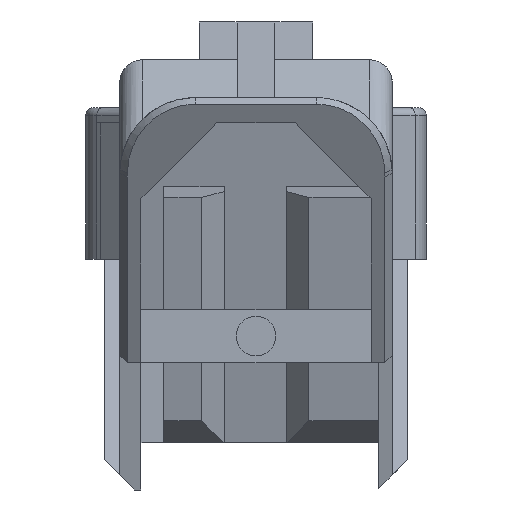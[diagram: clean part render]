
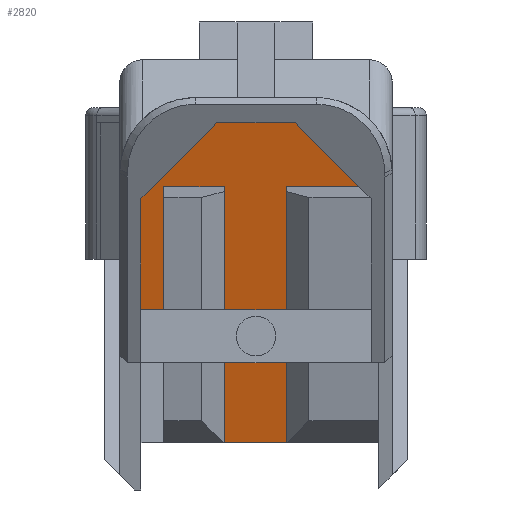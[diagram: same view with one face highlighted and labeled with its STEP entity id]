
A CAD part, front view. The second image highlights one B-rep face of the part: STEP entity #2820.
In plain terms, the highlighted planar face has unit normal (0, -0.966, -0.259).
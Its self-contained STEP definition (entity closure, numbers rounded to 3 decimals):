
#129=FACE_OUTER_BOUND('',#283,.T.);
#283=EDGE_LOOP('',(#1910,#1911,#1912,#1913,#1914,#1915,#1916,#1917,#1918,
#1919));
#441=LINE('',#3925,#802);
#454=LINE('',#3950,#815);
#465=LINE('',#3972,#826);
#473=LINE('',#3988,#834);
#474=LINE('',#3991,#835);
#475=LINE('',#3993,#836);
#476=LINE('',#3995,#837);
#477=LINE('',#3997,#838);
#478=LINE('',#3999,#839);
#479=LINE('',#4000,#840);
#802=VECTOR('',#3181,10.);
#815=VECTOR('',#3196,10.);
#826=VECTOR('',#3215,10.);
#834=VECTOR('',#3231,10.);
#835=VECTOR('',#3234,10.);
#836=VECTOR('',#3235,10.);
#837=VECTOR('',#3236,10.);
#838=VECTOR('',#3237,10.);
#839=VECTOR('',#3238,10.);
#840=VECTOR('',#3239,10.);
#1161=VERTEX_POINT('',#3922);
#1162=VERTEX_POINT('',#3924);
#1173=VERTEX_POINT('',#3948);
#1180=VERTEX_POINT('',#3970);
#1184=VERTEX_POINT('',#3986);
#1185=VERTEX_POINT('',#3990);
#1186=VERTEX_POINT('',#3992);
#1187=VERTEX_POINT('',#3994);
#1188=VERTEX_POINT('',#3996);
#1189=VERTEX_POINT('',#3998);
#1435=EDGE_CURVE('',#1162,#1161,#441,.T.);
#1448=EDGE_CURVE('',#1173,#1161,#454,.T.);
#1459=EDGE_CURVE('',#1173,#1180,#465,.T.);
#1467=EDGE_CURVE('',#1180,#1184,#473,.T.);
#1468=EDGE_CURVE('',#1184,#1185,#474,.T.);
#1469=EDGE_CURVE('',#1186,#1185,#475,.T.);
#1470=EDGE_CURVE('',#1186,#1187,#476,.T.);
#1471=EDGE_CURVE('',#1187,#1188,#477,.T.);
#1472=EDGE_CURVE('',#1188,#1189,#478,.T.);
#1473=EDGE_CURVE('',#1189,#1162,#479,.T.);
#1910=ORIENTED_EDGE('',*,*,#1459,.T.);
#1911=ORIENTED_EDGE('',*,*,#1467,.T.);
#1912=ORIENTED_EDGE('',*,*,#1468,.T.);
#1913=ORIENTED_EDGE('',*,*,#1469,.F.);
#1914=ORIENTED_EDGE('',*,*,#1470,.T.);
#1915=ORIENTED_EDGE('',*,*,#1471,.T.);
#1916=ORIENTED_EDGE('',*,*,#1472,.T.);
#1917=ORIENTED_EDGE('',*,*,#1473,.T.);
#1918=ORIENTED_EDGE('',*,*,#1435,.T.);
#1919=ORIENTED_EDGE('',*,*,#1448,.F.);
#2701=PLANE('',#2988);
#2820=ADVANCED_FACE('',(#129),#2701,.F.);
#2988=AXIS2_PLACEMENT_3D('',#3989,#3232,#3233);
#3181=DIRECTION('',(0.,0.259,-0.966));
#3196=DIRECTION('',(-1.,0.,0.));
#3215=DIRECTION('',(0.,-0.259,0.966));
#3231=DIRECTION('',(1.,0.,0.));
#3232=DIRECTION('center_axis',(0.,0.966,0.259));
#3233=DIRECTION('ref_axis',(0.,-0.259,0.966));
#3234=DIRECTION('',(0.,-0.259,0.966));
#3235=DIRECTION('',(1.,0.,0.));
#3236=DIRECTION('',(0.,0.259,-0.966));
#3237=DIRECTION('',(1.,0.,0.));
#3238=DIRECTION('',(0.,-0.259,0.966));
#3239=DIRECTION('',(1.,0.,0.));
#3922=CARTESIAN_POINT('',(-4.2,60.71,129.406));
#3924=CARTESIAN_POINT('',(-4.2,51.652,163.213));
#3925=CARTESIAN_POINT('',(-4.2,60.71,129.406));
#3948=CARTESIAN_POINT('',(4.,60.71,129.406));
#3950=CARTESIAN_POINT('',(-7.5,60.71,129.406));
#3970=CARTESIAN_POINT('',(4.,51.652,163.213));
#3972=CARTESIAN_POINT('',(4.,56.181,146.31));
#3986=CARTESIAN_POINT('',(16.2,51.652,163.213));
#3988=CARTESIAN_POINT('',(8.1,51.652,163.213));
#3989=CARTESIAN_POINT('Origin',(0.,60.71,129.406));
#3990=CARTESIAN_POINT('',(16.2,47.555,178.5));
#3991=CARTESIAN_POINT('',(16.2,47.555,178.5));
#3992=CARTESIAN_POINT('',(-15.2,47.555,178.5));
#3993=CARTESIAN_POINT('',(0.,47.555,178.5));
#3994=CARTESIAN_POINT('',(-15.2,56.155,146.406));
#3995=CARTESIAN_POINT('',(-15.2,47.555,178.5));
#3996=CARTESIAN_POINT('',(-12.2,56.155,146.406));
#3997=CARTESIAN_POINT('',(-7.6,56.155,146.406));
#3998=CARTESIAN_POINT('',(-12.2,51.652,163.213));
#3999=CARTESIAN_POINT('',(-12.2,56.181,146.31));
#4000=CARTESIAN_POINT('',(-2.1,51.652,163.213));
